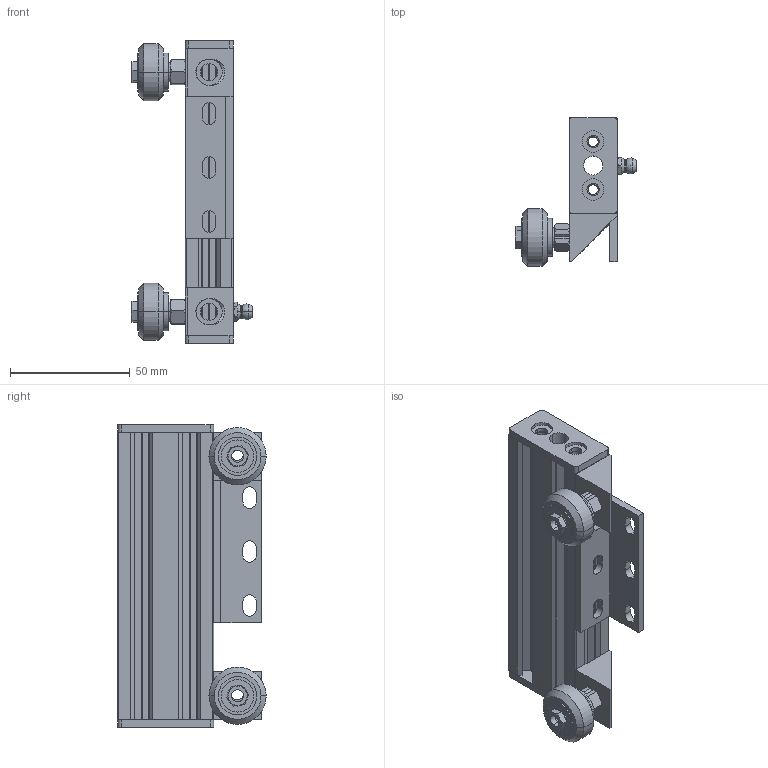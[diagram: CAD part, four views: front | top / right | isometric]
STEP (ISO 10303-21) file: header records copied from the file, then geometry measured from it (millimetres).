
FILE_DESCRIPTION(('FreeCAD Model'),'2;1');
FILE_NAME('Axis_Z-Truck_Flip.step', '2020-08-13T01:26:58',('Author'),(''), 'Open CASCADE STEP processor 7.3','FreeCAD','Unknown');
FILE_SCHEMA(('AUTOMOTIVE_DESIGN { 1 0 10303 214 1 1 1 1 }'));
Length unit declared in the file: millimetre
Products named in the file (7): V-Slot_20x40x120mm_001; Vwheel-Corner_001; 8mm_Acme_Nut_Plate1_001; 8mm_Acme_Nut_Plate1_002; Vwheel-Corner_002; Grease_Nipple_M61_001; L_Bracket_Triple1_001
Bounding box: 50.67 x 61.95 x 126.4 mm (x, y, z)
Volume: 63159.5 mm3; surface area: 58984 mm2
Topology: 21 solids, 21 shells, 510 faces, 1263 edges, 822 vertices
Faces by surface type: plane 268, cylinder 176, cone 54, torus 8, sphere 4
Entity records: 38311 total; most frequent: CARTESIAN_POINT 10314, DIRECTION 4468, ORIENTED_EDGE 2518, PCURVE 2518, DEFINITIONAL_REPRESENTATION 2518, LINE 2465, VECTOR 2465, EDGE_CURVE 1259
